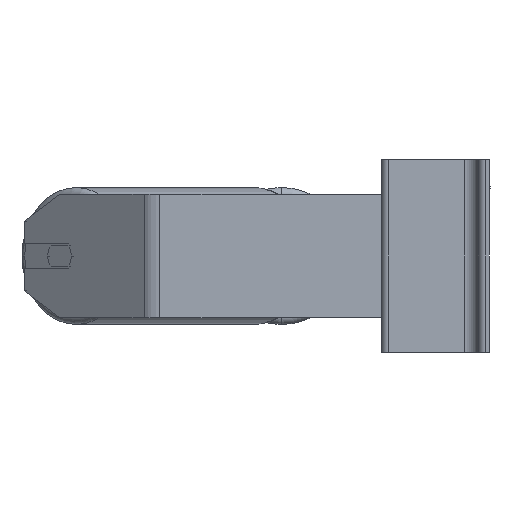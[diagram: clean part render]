
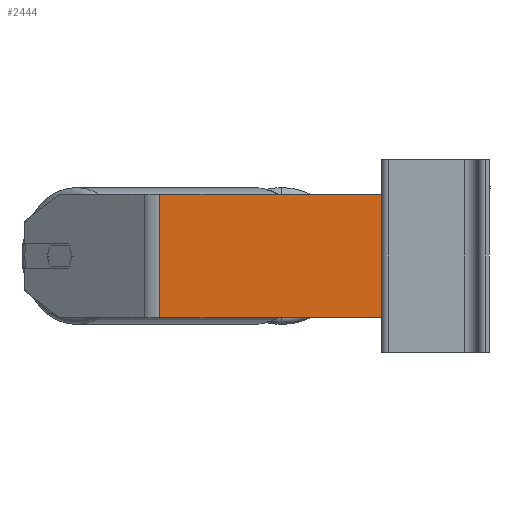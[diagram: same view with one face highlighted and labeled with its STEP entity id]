
A CAD part, left-side view. The second image highlights one B-rep face of the part: STEP entity #2444.
In plain terms, the highlighted planar face has unit normal (-1, 0, 0).
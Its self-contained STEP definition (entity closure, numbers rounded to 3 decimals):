
#78 = EDGE_CURVE ( 'NONE', #9010, #2471, #5544, .T. ) ;
#240 = CARTESIAN_POINT ( 'NONE',  ( -338., 167.62, -40. ) ) ;
#627 = LINE ( 'NONE', #1552, #1745 ) ;
#1348 = VERTEX_POINT ( 'NONE', #8140 ) ;
#1552 = CARTESIAN_POINT ( 'NONE',  ( -338., 18., 40. ) ) ;
#1745 = VECTOR ( 'NONE', #6467, 1000. ) ;
#1793 = ORIENTED_EDGE ( 'NONE', *, *, #2785, .F. ) ;
#2320 = ORIENTED_EDGE ( 'NONE', *, *, #78, .F. ) ;
#2444 = ADVANCED_FACE ( 'NONE', ( #6535 ), #3238, .F. ) ;
#2471 = VERTEX_POINT ( 'NONE', #4826 ) ;
#2785 = EDGE_CURVE ( 'NONE', #2471, #4250, #627, .T. ) ;
#2844 = CARTESIAN_POINT ( 'NONE',  ( -338., 18., -40. ) ) ;
#3021 = EDGE_CURVE ( 'NONE', #1348, #4250, #9437, .T. ) ;
#3070 = DIRECTION ( 'NONE',  ( 0., -1., 0. ) ) ;
#3176 = CARTESIAN_POINT ( 'NONE',  ( -338., 167.62, 40. ) ) ;
#3238 = PLANE ( 'NONE',  #7378 ) ;
#3347 = ORIENTED_EDGE ( 'NONE', *, *, #7255, .T. ) ;
#3567 = ORIENTED_EDGE ( 'NONE', *, *, #3021, .T. ) ;
#3992 = DIRECTION ( 'NONE',  ( 1., 0., 0. ) ) ;
#4250 = VERTEX_POINT ( 'NONE', #2844 ) ;
#4826 = CARTESIAN_POINT ( 'NONE',  ( -338., 18., 40. ) ) ;
#4877 = CARTESIAN_POINT ( 'NONE',  ( -338., 167.62, 40. ) ) ;
#4991 = DIRECTION ( 'NONE',  ( 0., 1., 0. ) ) ;
#5498 = VECTOR ( 'NONE', #9067, 1000. ) ;
#5544 = LINE ( 'NONE', #3176, #8416 ) ;
#5670 = CARTESIAN_POINT ( 'NONE',  ( -338., 161.796, 40. ) ) ;
#6467 = DIRECTION ( 'NONE',  ( 0., 0., -1. ) ) ;
#6535 = FACE_OUTER_BOUND ( 'NONE', #10361, .T. ) ;
#7255 = EDGE_CURVE ( 'NONE', #9010, #1348, #10842, .T. ) ;
#7378 = AXIS2_PLACEMENT_3D ( 'NONE', #4877, #3992, #4991 ) ;
#7867 = CARTESIAN_POINT ( 'NONE',  ( -338., 161.796, 40. ) ) ;
#8140 = CARTESIAN_POINT ( 'NONE',  ( -338., 161.796, -40. ) ) ;
#8416 = VECTOR ( 'NONE', #3070, 1000. ) ;
#9010 = VERTEX_POINT ( 'NONE', #7867 ) ;
#9067 = DIRECTION ( 'NONE',  ( 0., 0., -1. ) ) ;
#9437 = LINE ( 'NONE', #240, #10015 ) ;
#9491 = DIRECTION ( 'NONE',  ( 0., -1., 0. ) ) ;
#10015 = VECTOR ( 'NONE', #9491, 1000. ) ;
#10361 = EDGE_LOOP ( 'NONE', ( #3567, #1793, #2320, #3347 ) ) ;
#10842 = LINE ( 'NONE', #5670, #5498 ) ;
